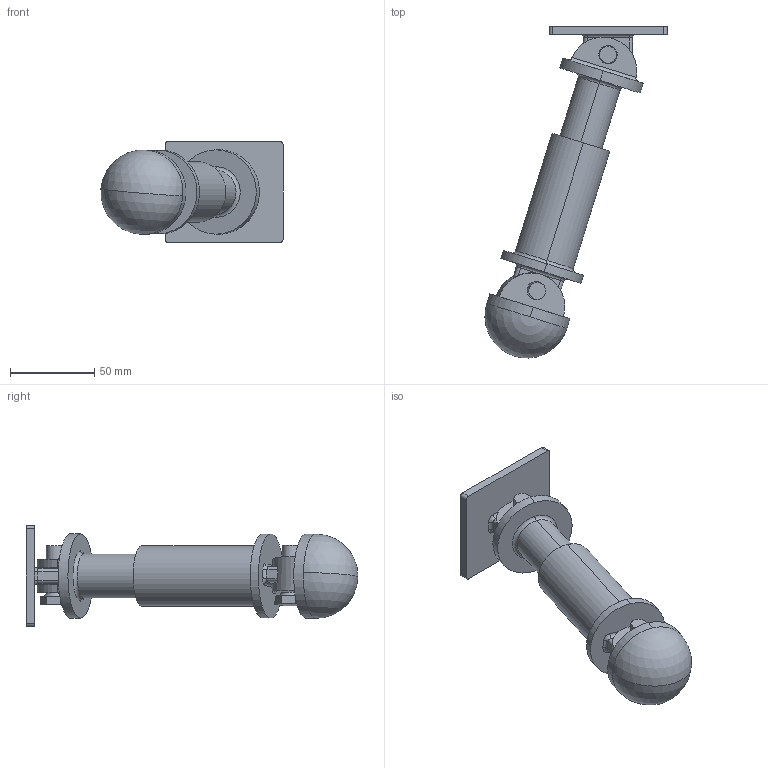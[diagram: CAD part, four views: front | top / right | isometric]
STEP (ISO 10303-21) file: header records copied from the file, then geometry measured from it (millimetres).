
FILE_DESCRIPTION (( 'STEP AP214' ), '1' );
FILE_NAME ('DynamicsAssembly.STEP', '2020-04-10T22:35:34', ( '' ), ( '' ), 'SwSTEP 2.0', 'SolidWorks 2014', '' );
FILE_SCHEMA (( 'AUTOMOTIVE_DESIGN' ));
Length unit declared in the file: millimetre
Products named in the file (6): Spring_TopPiece; Bolt; Bob; Plate; Spring_BottomPiece; DynamicsAssembly
Assembly tree (6 placements, depth 2):
  DynamicsAssembly
    Plate
    Bob
    Bolt  x2
    Spring_BottomPiece
    Spring_TopPiece
Bounding box: 108.08 x 196.98 x 60 mm (x, y, z)
Volume: 160901.3 mm3; surface area: 67838.3 mm2
Topology: 6 solids, 6 shells, 170 faces, 397 edges, 241 vertices
Faces by surface type: cylinder 76, plane 66, torus 18, sphere 10
Entity records: 4711 total; most frequent: DIRECTION 843, CARTESIAN_POINT 796, ORIENTED_EDGE 718, EDGE_CURVE 359, AXIS2_PLACEMENT_3D 334, VERTEX_POINT 223, EDGE_LOOP 180, LINE 175
